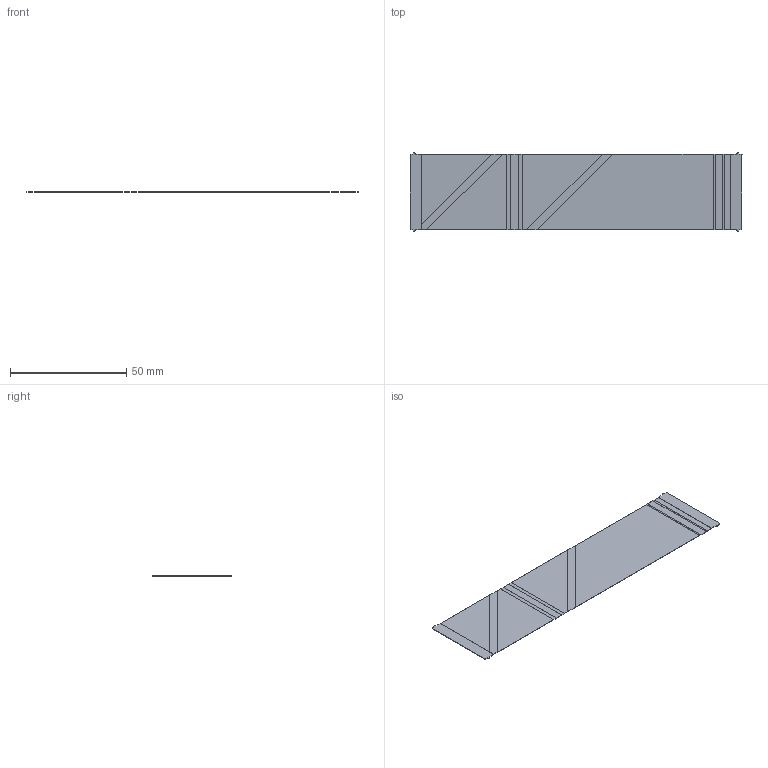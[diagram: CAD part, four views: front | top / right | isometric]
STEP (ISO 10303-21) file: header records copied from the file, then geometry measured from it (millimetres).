
FILE_DESCRIPTION(('Open CASCADE Model'),'2;1');
FILE_NAME('Open CASCADE Shape Model','2015-11-26T15:47:18',('Author'),( 'Open CASCADE'),'Open CASCADE STEP processor 6.5','Open CASCADE 6.5' ,'Unknown');
FILE_SCHEMA(('AUTOMOTIVE_DESIGN { 1 0 10303 214 1 1 1 1 }'));
Length unit declared in the file: millimetre
Products named in the file (2): PCB; BoardFC_POH_L1&L2_v1.1.3
Assembly tree (1 placements, depth 2):
  PCB
    BoardFC_POH_L1&L2_v1.1.3
Bounding box: 143.01 x 33.61 x 0.24 mm (x, y, z)
Volume: 639.6 mm3; surface area: 9494.3 mm2
Topology: 16 solids, 16 shells, 177 faces, 435 edges, 290 vertices
Faces by surface type: plane 177
Entity records: 10743 total; most frequent: CARTESIAN_POINT 1774, DIRECTION 1663, LINE 1305, VECTOR 1305, ORIENTED_EDGE 870, PCURVE 870, DEFINITIONAL_REPRESENTATION 870, EDGE_CURVE 435
